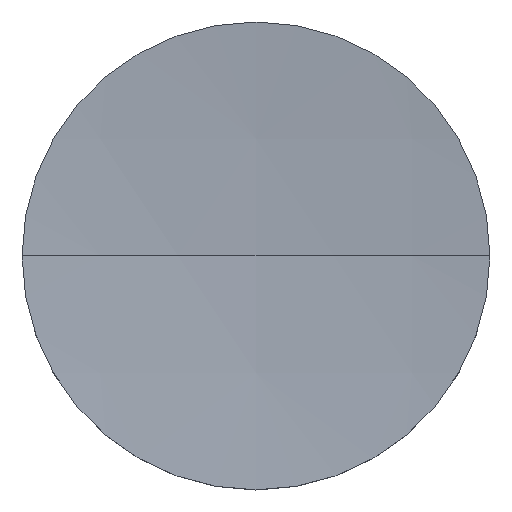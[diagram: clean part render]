
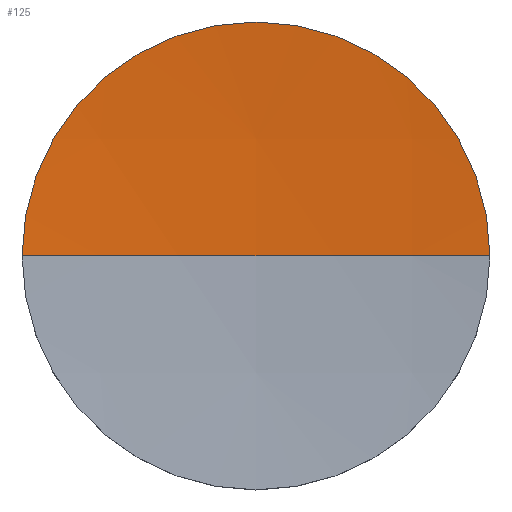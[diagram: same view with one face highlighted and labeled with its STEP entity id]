
A CAD part, top view. The second image highlights one B-rep face of the part: STEP entity #125.
In plain terms, the highlighted spherical face has radius 400 mm.
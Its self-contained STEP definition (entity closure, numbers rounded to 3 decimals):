
#14 = EDGE_LOOP ( 'NONE', ( #173, #186, #81 ) ) ;
#15 = AXIS2_PLACEMENT_3D ( 'NONE', #170, #47, #188 ) ;
#17 = CIRCLE ( 'NONE', #112, 400. ) ;
#23 = DIRECTION ( 'NONE',  ( 0., 0., -1. ) ) ;
#25 = DIRECTION ( 'NONE',  ( 0., -1., 0. ) ) ;
#40 = CARTESIAN_POINT ( 'NONE',  ( 0., 0., 10.881 ) ) ;
#41 = SPHERICAL_SURFACE ( 'NONE', #157, 400. ) ;
#47 = DIRECTION ( 'NONE',  ( 0., -1., 0. ) ) ;
#54 = CARTESIAN_POINT ( 'NONE',  ( 0., 0., 410.881 ) ) ;
#65 = VERTEX_POINT ( 'NONE', #40 ) ;
#73 = CARTESIAN_POINT ( 'NONE',  ( 0., 0., 410.881 ) ) ;
#80 = VERTEX_POINT ( 'NONE', #196 ) ;
#81 = ORIENTED_EDGE ( 'NONE', *, *, #145, .F. ) ;
#85 = CIRCLE ( 'NONE', #97, 38.1 ) ;
#87 = CARTESIAN_POINT ( 'NONE',  ( 38.1, 0., 12.7 ) ) ;
#94 = VERTEX_POINT ( 'NONE', #87 ) ;
#97 = AXIS2_PLACEMENT_3D ( 'NONE', #163, #23, #180 ) ;
#104 = DIRECTION ( 'NONE',  ( 0., 1., 0. ) ) ;
#112 = AXIS2_PLACEMENT_3D ( 'NONE', #73, #104, #198 ) ;
#116 = FACE_OUTER_BOUND ( 'NONE', #14, .T. ) ;
#125 = ADVANCED_FACE ( 'NONE', ( #116 ), #41, .F. ) ;
#134 = CIRCLE ( 'NONE', #15, 400. ) ;
#145 = EDGE_CURVE ( 'NONE', #94, #65, #17, .T. ) ;
#155 = EDGE_CURVE ( 'NONE', #80, #94, #85, .T. ) ;
#157 = AXIS2_PLACEMENT_3D ( 'NONE', #54, #25, #162 ) ;
#162 = DIRECTION ( 'NONE',  ( 1., 0., 0. ) ) ;
#163 = CARTESIAN_POINT ( 'NONE',  ( 0., 0., 12.7 ) ) ;
#170 = CARTESIAN_POINT ( 'NONE',  ( 0., 0., 410.881 ) ) ;
#173 = ORIENTED_EDGE ( 'NONE', *, *, #155, .F. ) ;
#180 = DIRECTION ( 'NONE',  ( 1., 0., 0. ) ) ;
#186 = ORIENTED_EDGE ( 'NONE', *, *, #199, .T. ) ;
#188 = DIRECTION ( 'NONE',  ( 1., 0., 0. ) ) ;
#196 = CARTESIAN_POINT ( 'NONE',  ( -38.1, 0., 12.7 ) ) ;
#198 = DIRECTION ( 'NONE',  ( 0., 0., 1. ) ) ;
#199 = EDGE_CURVE ( 'NONE', #80, #65, #134, .T. ) ;
